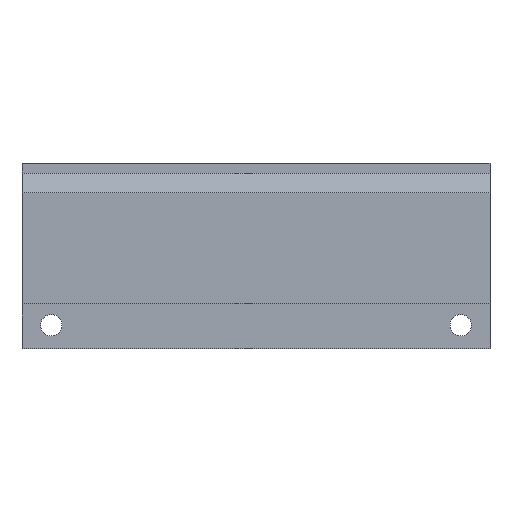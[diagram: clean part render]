
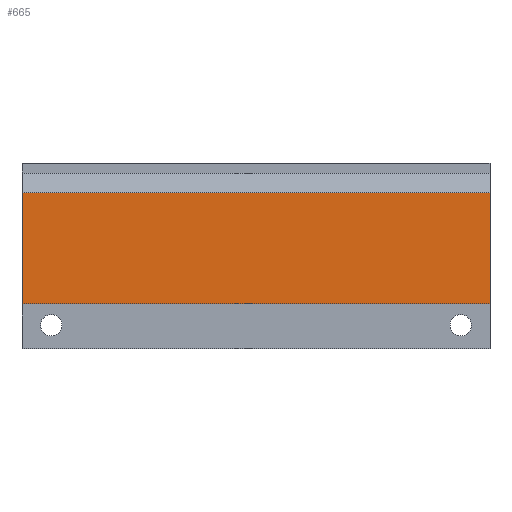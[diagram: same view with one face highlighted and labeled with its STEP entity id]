
A CAD part, front view. The second image highlights one B-rep face of the part: STEP entity #665.
In plain terms, the highlighted planar face has unit normal (0, -1, 0).
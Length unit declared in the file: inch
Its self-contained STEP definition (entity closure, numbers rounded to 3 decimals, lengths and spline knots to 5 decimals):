
#21 = VERTEX_POINT ( 'NONE', #57 ) ;
#22 = VERTEX_POINT ( 'NONE', #58 ) ;
#23 = VERTEX_POINT ( 'NONE', #59 ) ;
#24 = VERTEX_POINT ( 'NONE', #60 ) ;
#57 = CARTESIAN_POINT ( 'NONE',  ( 0., 0., 0.23 ) ) ;
#58 = CARTESIAN_POINT ( 'NONE',  ( -2.4, 0., 0.23 ) ) ;
#59 = CARTESIAN_POINT ( 'NONE',  ( 0., 0., 0.8 ) ) ;
#60 = CARTESIAN_POINT ( 'NONE',  ( -2.4, 0., 0.8 ) ) ;
#100 = CARTESIAN_POINT ( 'NONE',  ( 0., 0., 0.9 ) ) ;
#104 = PLANE ( 'NONE',  #732 ) ;
#107 = DIRECTION ( 'NONE',  ( 0., 1., 0. ) ) ;
#108 = DIRECTION ( 'NONE',  ( -1., 0., 0. ) ) ;
#138 = CARTESIAN_POINT ( 'NONE',  ( -2.4, 0., 0.8 ) ) ;
#139 = DIRECTION ( 'NONE',  ( -1., 0., 0. ) ) ;
#142 = CARTESIAN_POINT ( 'NONE',  ( -2.4, 0., 0.23 ) ) ;
#149 = CARTESIAN_POINT ( 'NONE',  ( 0., 0., 0.9 ) ) ;
#150 = DIRECTION ( 'NONE',  ( -1., 0., 0. ) ) ;
#151 = CARTESIAN_POINT ( 'NONE',  ( -2.4, 0., 0.9 ) ) ;
#152 = DIRECTION ( 'NONE',  ( 0., 0., -1. ) ) ;
#154 = DIRECTION ( 'NONE',  ( 0., 0., -1. ) ) ;
#342 = EDGE_LOOP ( 'NONE', ( #367, #369, #370, #368 ) ) ;
#367 = ORIENTED_EDGE ( 'NONE', *, *, #679, .F. ) ;
#368 = ORIENTED_EDGE ( 'NONE', *, *, #681, .T. ) ;
#369 = ORIENTED_EDGE ( 'NONE', *, *, #680, .F. ) ;
#370 = ORIENTED_EDGE ( 'NONE', *, *, #674, .T. ) ;
#489 = FACE_OUTER_BOUND ( 'NONE', #342, .T. ) ;
#510 = LINE ( 'NONE', #138, #511 ) ;
#511 = VECTOR ( 'NONE', #139, 39.37008 ) ;
#515 = LINE ( 'NONE', #151, #522 ) ;
#516 = LINE ( 'NONE', #149, #521 ) ;
#517 = LINE ( 'NONE', #142, #519 ) ;
#519 = VECTOR ( 'NONE', #150, 39.37008 ) ;
#521 = VECTOR ( 'NONE', #152, 39.37008 ) ;
#522 = VECTOR ( 'NONE', #154, 39.37008 ) ;
#665 = ADVANCED_FACE ( 'NONE', ( #489 ), #104, .F. ) ;
#674 = EDGE_CURVE ( 'NONE', #23, #24, #510, .T. ) ;
#679 = EDGE_CURVE ( 'NONE', #21, #22, #517, .T. ) ;
#680 = EDGE_CURVE ( 'NONE', #23, #21, #516, .T. ) ;
#681 = EDGE_CURVE ( 'NONE', #24, #22, #515, .T. ) ;
#732 = AXIS2_PLACEMENT_3D ( 'NONE', #100, #107, #108 ) ;
